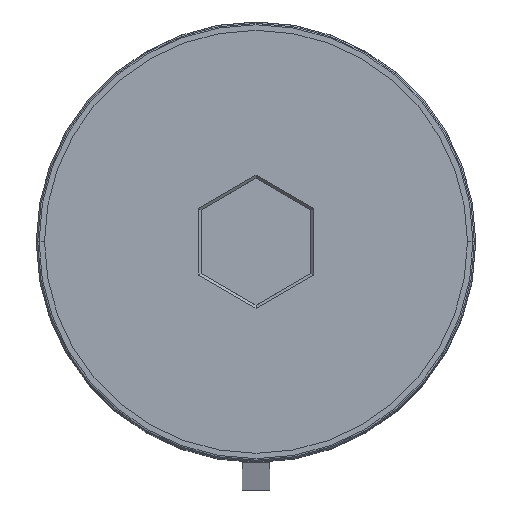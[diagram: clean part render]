
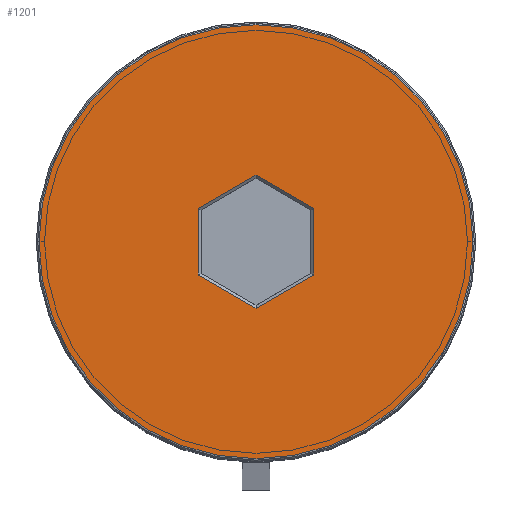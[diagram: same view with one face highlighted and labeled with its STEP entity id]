
A CAD part, top view. The second image highlights one B-rep face of the part: STEP entity #1201.
In plain terms, the highlighted planar face has unit normal (0, 0, 1).
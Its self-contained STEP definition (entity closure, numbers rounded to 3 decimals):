
#148 = CARTESIAN_POINT ( 'NONE',  ( 2.1, -1.212, 0. ) ) ;
#195 = ORIENTED_EDGE ( 'NONE', *, *, #1098, .T. ) ;
#210 = EDGE_LOOP ( 'NONE', ( #2084, #930, #624, #1324, #336, #1886 ) ) ;
#254 = EDGE_CURVE ( 'NONE', #1020, #700, #1878, .T. ) ;
#292 = FACE_BOUND ( 'NONE', #210, .T. ) ;
#314 = CARTESIAN_POINT ( 'NONE',  ( -0.05, 2.396, 0. ) ) ;
#330 = DIRECTION ( 'NONE',  ( 0.866, 0.5, 0. ) ) ;
#336 = ORIENTED_EDGE ( 'NONE', *, *, #385, .T. ) ;
#345 = CIRCLE ( 'NONE', #584, 7.9 ) ;
#351 = DIRECTION ( 'NONE',  ( 0., 1., 0. ) ) ;
#377 = VECTOR ( 'NONE', #1447, 1000. ) ;
#385 = EDGE_CURVE ( 'NONE', #1416, #1020, #598, .T. ) ;
#415 = EDGE_CURVE ( 'NONE', #993, #1037, #658, .T. ) ;
#435 = DIRECTION ( 'NONE',  ( 0., 0., 1. ) ) ;
#439 = DIRECTION ( 'NONE',  ( 1., 0., 0. ) ) ;
#499 = CARTESIAN_POINT ( 'NONE',  ( -2.1, 1.155, 0. ) ) ;
#584 = AXIS2_PLACEMENT_3D ( 'NONE', #1541, #435, #732 ) ;
#598 = LINE ( 'NONE', #1244, #1956 ) ;
#624 = ORIENTED_EDGE ( 'NONE', *, *, #415, .T. ) ;
#641 = EDGE_CURVE ( 'NONE', #1037, #1416, #1786, .T. ) ;
#658 = LINE ( 'NONE', #499, #945 ) ;
#698 = DIRECTION ( 'NONE',  ( 0., 0., 1. ) ) ;
#700 = VERTEX_POINT ( 'NONE', #148 ) ;
#732 = DIRECTION ( 'NONE',  ( 1., 0., 0. ) ) ;
#733 = CARTESIAN_POINT ( 'NONE',  ( -2.1, 1.212, 0. ) ) ;
#755 = CARTESIAN_POINT ( 'NONE',  ( 0., 0., 0. ) ) ;
#780 = VECTOR ( 'NONE', #1891, 1000. ) ;
#785 = PLANE ( 'NONE',  #883 ) ;
#794 = DIRECTION ( 'NONE',  ( 0., 0., 1. ) ) ;
#881 = CARTESIAN_POINT ( 'NONE',  ( 2.1, 1.212, 0. ) ) ;
#883 = AXIS2_PLACEMENT_3D ( 'NONE', #755, #794, #439 ) ;
#930 = ORIENTED_EDGE ( 'NONE', *, *, #1183, .T. ) ;
#945 = VECTOR ( 'NONE', #351, 1000. ) ;
#993 = VERTEX_POINT ( 'NONE', #1987 ) ;
#1020 = VERTEX_POINT ( 'NONE', #881 ) ;
#1031 = CARTESIAN_POINT ( 'NONE',  ( 7.9, 0., 0. ) ) ;
#1037 = VERTEX_POINT ( 'NONE', #733 ) ;
#1098 = EDGE_CURVE ( 'NONE', #1773, #1683, #1994, .T. ) ;
#1105 = CARTESIAN_POINT ( 'NONE',  ( 0., 2.425, 0. ) ) ;
#1183 = EDGE_CURVE ( 'NONE', #1900, #993, #2071, .T. ) ;
#1188 = DIRECTION ( 'NONE',  ( 1., 0., 0. ) ) ;
#1201 = ADVANCED_FACE ( 'NONE', ( #1252, #292 ), #785, .T. ) ;
#1211 = CARTESIAN_POINT ( 'NONE',  ( 2.1, -1.155, 0. ) ) ;
#1244 = CARTESIAN_POINT ( 'NONE',  ( 2.05, 1.241, 0. ) ) ;
#1252 = FACE_OUTER_BOUND ( 'NONE', #1439, .T. ) ;
#1264 = CARTESIAN_POINT ( 'NONE',  ( 0., -2.425, 0. ) ) ;
#1324 = ORIENTED_EDGE ( 'NONE', *, *, #641, .T. ) ;
#1338 = CARTESIAN_POINT ( 'NONE',  ( 0.05, -2.396, 0. ) ) ;
#1382 = VECTOR ( 'NONE', #1687, 1000. ) ;
#1416 = VERTEX_POINT ( 'NONE', #1105 ) ;
#1439 = EDGE_LOOP ( 'NONE', ( #195, #1767 ) ) ;
#1447 = DIRECTION ( 'NONE',  ( -0.866, -0.5, 0. ) ) ;
#1507 = CARTESIAN_POINT ( 'NONE',  ( 0., 0., 0. ) ) ;
#1541 = CARTESIAN_POINT ( 'NONE',  ( 0., 0., 0. ) ) ;
#1586 = EDGE_CURVE ( 'NONE', #1683, #1773, #345, .T. ) ;
#1683 = VERTEX_POINT ( 'NONE', #1806 ) ;
#1687 = DIRECTION ( 'NONE',  ( 0., -1., 0. ) ) ;
#1767 = ORIENTED_EDGE ( 'NONE', *, *, #1586, .T. ) ;
#1773 = VERTEX_POINT ( 'NONE', #1031 ) ;
#1786 = LINE ( 'NONE', #314, #1792 ) ;
#1792 = VECTOR ( 'NONE', #330, 1000. ) ;
#1806 = CARTESIAN_POINT ( 'NONE',  ( -7.9, 0., 0. ) ) ;
#1822 = LINE ( 'NONE', #1338, #377 ) ;
#1855 = EDGE_CURVE ( 'NONE', #700, #1900, #1822, .T. ) ;
#1878 = LINE ( 'NONE', #1211, #1382 ) ;
#1886 = ORIENTED_EDGE ( 'NONE', *, *, #254, .T. ) ;
#1891 = DIRECTION ( 'NONE',  ( -0.866, 0.5, 0. ) ) ;
#1893 = DIRECTION ( 'NONE',  ( 0.866, -0.5, 0. ) ) ;
#1900 = VERTEX_POINT ( 'NONE', #1264 ) ;
#1925 = CARTESIAN_POINT ( 'NONE',  ( -2.05, -1.241, 0. ) ) ;
#1956 = VECTOR ( 'NONE', #1893, 1000. ) ;
#1963 = AXIS2_PLACEMENT_3D ( 'NONE', #1507, #698, #1188 ) ;
#1987 = CARTESIAN_POINT ( 'NONE',  ( -2.1, -1.212, 0. ) ) ;
#1994 = CIRCLE ( 'NONE', #1963, 7.9 ) ;
#2071 = LINE ( 'NONE', #1925, #780 ) ;
#2084 = ORIENTED_EDGE ( 'NONE', *, *, #1855, .T. ) ;
